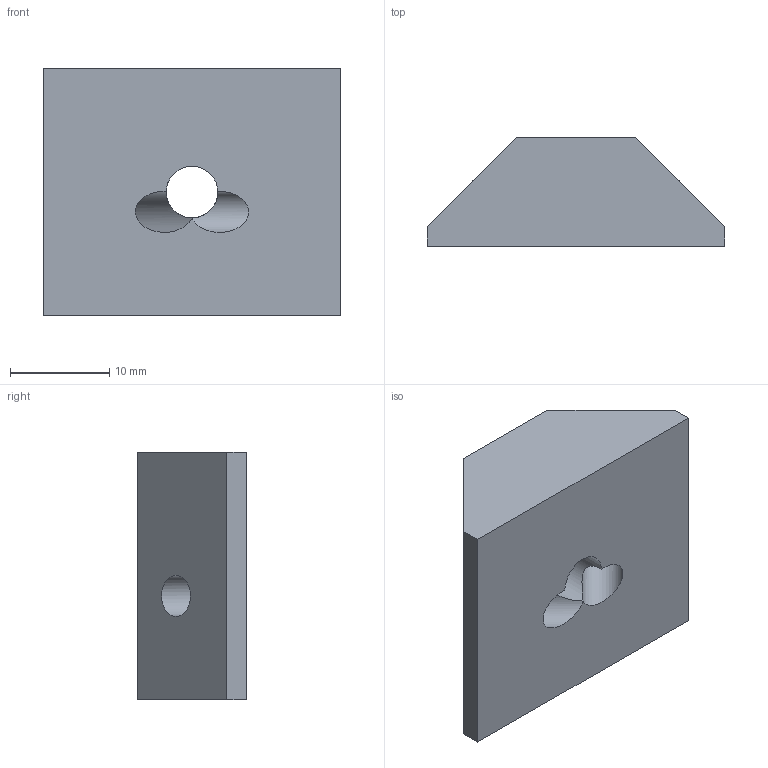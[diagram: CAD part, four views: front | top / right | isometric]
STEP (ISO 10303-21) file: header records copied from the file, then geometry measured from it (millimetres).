
FILE_DESCRIPTION(/* description */ (''),/* implementation_level */ '2;1');
FILE_NAME(/* name */ 'chariot_base_fixation_galet.stp',/* time_stamp */ '2021-03-29T18:12:19+02:00',/* author */ ('Utilisateur'),/* organization */ (''),/* preprocessor_version */ 'ST-DEVELOPER v16.5',/* originating_system */ 'Autodesk Inventor 2017',/* authorisation */ '');
FILE_SCHEMA (('AUTOMOTIVE_DESIGN { 1 0 10303 214 3 1 1 }'));
Length unit declared in the file: millimetre
Products named in the file (1): chariot_base_fixation_galet
Bounding box: 30 x 11 x 25 mm (x, y, z)
Volume: 5552.4 mm3; surface area: 2650.9 mm2
Topology: 1 solids, 1 shells, 13 faces, 36 edges, 24 vertices
Faces by surface type: plane 9, cylinder 4
Full cylindrical faces by diameter (mm): 4.134 x2, 5.2 x1, 8.5 x1
Entity records: 446 total; most frequent: CARTESIAN_POINT 100, DIRECTION 64, ORIENTED_EDGE 58, EDGE_CURVE 29, AXIS2_PLACEMENT_3D 23, EDGE_LOOP 22, VERTEX_POINT 21, LINE 18
